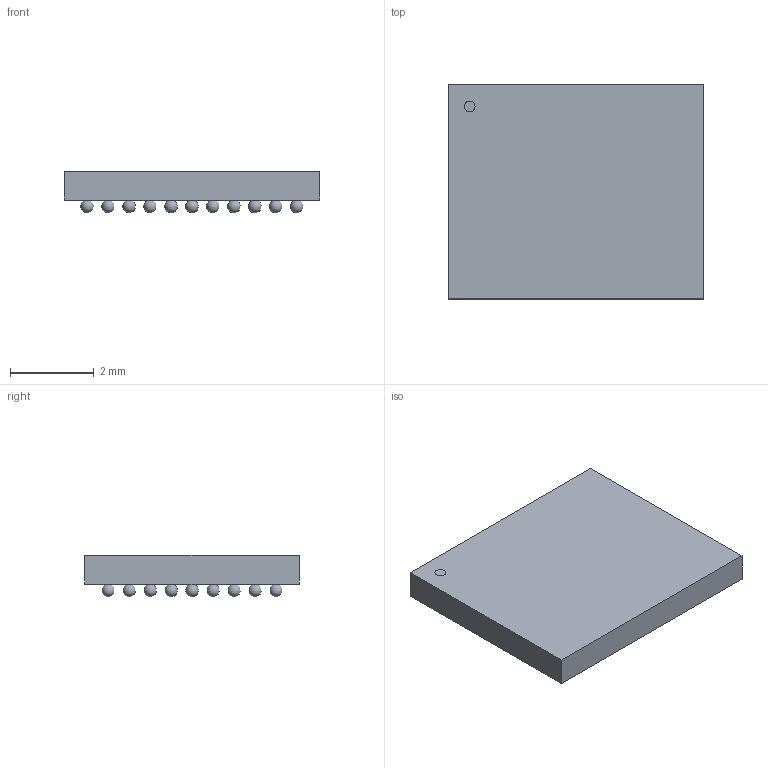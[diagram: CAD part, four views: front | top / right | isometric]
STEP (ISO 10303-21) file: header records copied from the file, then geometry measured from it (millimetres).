
FILE_DESCRIPTION(('STEP AP214'),'1');
FILE_NAME('CC_72_2_ADI','2021-04-15T19:07:26',(''),(''),'','','');
FILE_SCHEMA(('AUTOMOTIVE_DESIGN'));
Length unit declared in the file: millimetre
Products named in the file (1): product
Bounding box: 6.1 x 5.11 x 0.99 mm (x, y, z)
Volume: 22.5 mm3; surface area: 98.8 mm2
Topology: 74 solids, 74 shells, 81 faces, 231 edges, 154 vertices
Faces by surface type: sphere 72, plane 8, cylinder 1
Full cylindrical faces by diameter (mm): 0.255 x1
Entity records: 904 total; most frequent: DIRECTION 182, CARTESIAN_POINT 95, AXIS2_PLACEMENT_3D 85, STYLED_ITEM 81, ADVANCED_FACE 81, MANIFOLD_SOLID_BREP 74, CLOSED_SHELL 74, SPHERICAL_SURFACE 72
